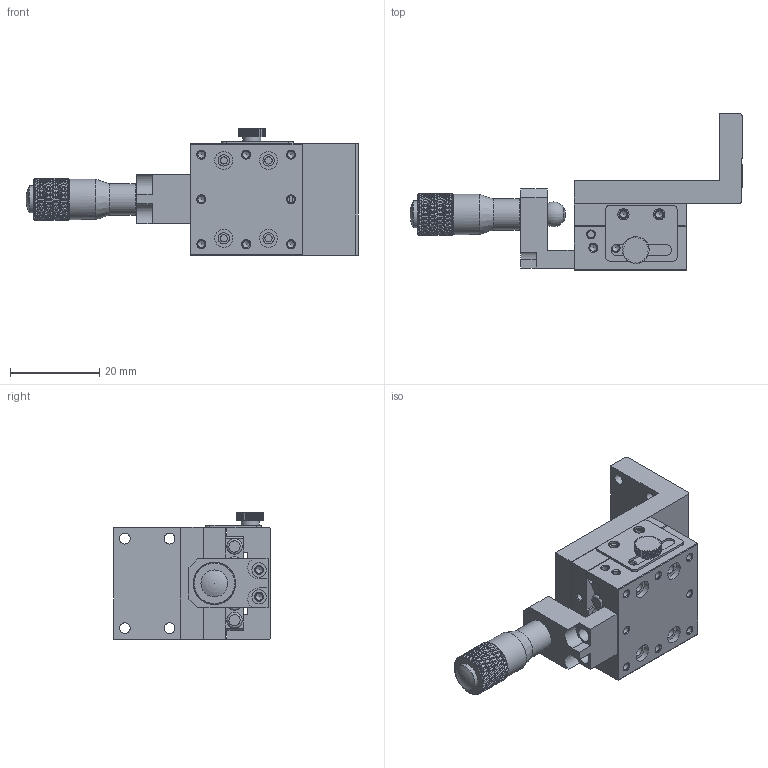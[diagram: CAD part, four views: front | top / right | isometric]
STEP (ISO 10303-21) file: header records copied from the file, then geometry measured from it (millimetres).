
FILE_DESCRIPTION (( 'STEP AP203' ), '1' );
FILE_NAME ('528876.STEP', '2024-10-17T09:57:21', ( 'Windows User' ), ( 'P R C' ), 'SwSTEP 2.0', 'SolidWorks 2020', '' );
FILE_SCHEMA (( 'CONFIG_CONTROL_DESIGN' ));
Length unit declared in the file: millimetre
Products named in the file (1): 528876
Bounding box: 74.2 x 35 x 28.3 mm (x, y, z)
Volume: 16611.5 mm3; surface area: 11699.2 mm2
Topology: 3 solids, 3 shells, 1268 faces, 2754 edges, 1533 vertices
Faces by surface type: bspline 608, cylinder 315, plane 192, cone 151, torus 2
Full cylindrical faces by diameter (mm): 1.567 x31, 1.6 x8, 2 x2, 2.4 x4, 2.459 x1, 2.5 x14, 3 x4, 3.2 x2, 3.25 x2, 3.4 x2, 3.5 x8, 4 x13, 6 x2, 7 x1, 9 x1
Entity records: 39105 total; most frequent: CARTESIAN_POINT 19298, ORIENTED_EDGE 5080, DIRECTION 2686, EDGE_CURVE 2540, EDGE_LOOP 1525, VERTEX_POINT 1483, FACE_OUTER_BOUND 1371, ADVANCED_FACE 1268
